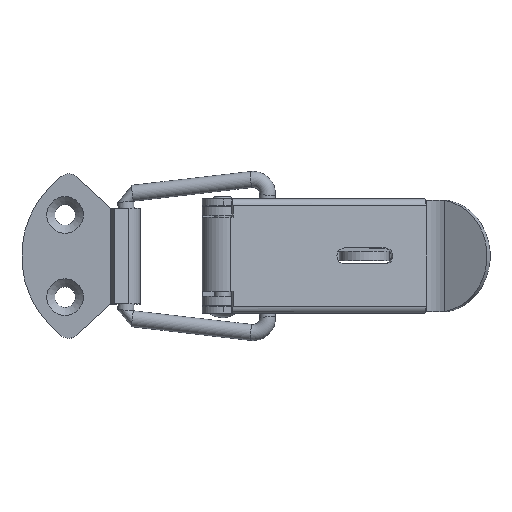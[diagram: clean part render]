
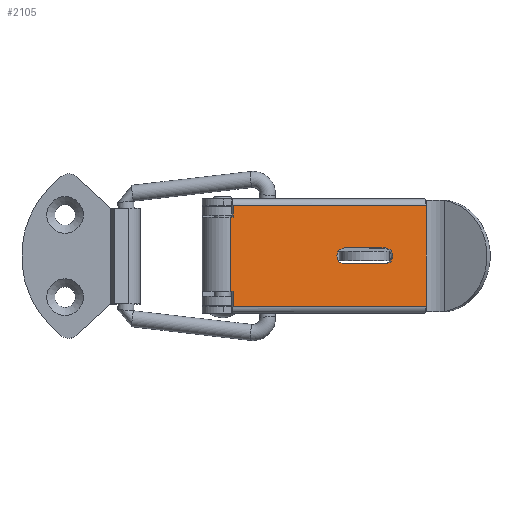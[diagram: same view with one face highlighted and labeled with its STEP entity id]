
A CAD part, top view. The second image highlights one B-rep face of the part: STEP entity #2105.
In plain terms, the highlighted planar face has unit normal (0.205, 0, 0.979).
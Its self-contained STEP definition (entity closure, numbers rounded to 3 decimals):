
#79=LINE('',#3320,#243);
#80=LINE('',#3323,#244);
#81=LINE('',#3325,#245);
#82=LINE('',#3327,#246);
#83=LINE('',#3329,#247);
#84=LINE('',#3331,#248);
#85=LINE('',#3333,#249);
#86=LINE('',#3335,#250);
#87=LINE('',#3339,#251);
#88=LINE('',#3343,#252);
#243=VECTOR('',#2697,1000.);
#244=VECTOR('',#2698,1000.);
#245=VECTOR('',#2699,1000.);
#246=VECTOR('',#2700,1000.);
#247=VECTOR('',#2701,1000.);
#248=VECTOR('',#2702,1000.);
#249=VECTOR('',#2703,1000.);
#250=VECTOR('',#2704,1000.);
#251=VECTOR('',#2707,1000.);
#252=VECTOR('',#2710,1000.);
#424=PLANE('',#2334);
#607=ORIENTED_EDGE('',*,*,#1124,.F.);
#608=ORIENTED_EDGE('',*,*,#1125,.T.);
#609=ORIENTED_EDGE('',*,*,#1126,.F.);
#610=ORIENTED_EDGE('',*,*,#1127,.F.);
#611=ORIENTED_EDGE('',*,*,#1128,.T.);
#612=ORIENTED_EDGE('',*,*,#1129,.F.);
#613=ORIENTED_EDGE('',*,*,#1130,.F.);
#614=ORIENTED_EDGE('',*,*,#1131,.T.);
#615=ORIENTED_EDGE('',*,*,#1132,.T.);
#616=ORIENTED_EDGE('',*,*,#1133,.T.);
#617=ORIENTED_EDGE('',*,*,#1134,.T.);
#618=ORIENTED_EDGE('',*,*,#1135,.T.);
#1124=EDGE_CURVE('',#1400,#1401,#79,.T.);
#1125=EDGE_CURVE('',#1400,#1402,#80,.T.);
#1126=EDGE_CURVE('',#1403,#1402,#81,.T.);
#1127=EDGE_CURVE('',#1404,#1403,#82,.T.);
#1128=EDGE_CURVE('',#1404,#1405,#83,.T.);
#1129=EDGE_CURVE('',#1406,#1405,#84,.T.);
#1130=EDGE_CURVE('',#1407,#1406,#85,.T.);
#1131=EDGE_CURVE('',#1407,#1401,#86,.T.);
#1132=EDGE_CURVE('',#1408,#1409,#1579,.T.);
#1133=EDGE_CURVE('',#1409,#1410,#87,.T.);
#1134=EDGE_CURVE('',#1410,#1411,#1580,.T.);
#1135=EDGE_CURVE('',#1411,#1408,#88,.T.);
#1400=VERTEX_POINT('',#3321);
#1401=VERTEX_POINT('',#3322);
#1402=VERTEX_POINT('',#3324);
#1403=VERTEX_POINT('',#3326);
#1404=VERTEX_POINT('',#3328);
#1405=VERTEX_POINT('',#3330);
#1406=VERTEX_POINT('',#3332);
#1407=VERTEX_POINT('',#3334);
#1408=VERTEX_POINT('',#3337);
#1409=VERTEX_POINT('',#3338);
#1410=VERTEX_POINT('',#3340);
#1411=VERTEX_POINT('',#3342);
#1579=CIRCLE('',#2335,1.75);
#1580=CIRCLE('',#2336,1.75);
#1713=EDGE_LOOP('',(#607,#608,#609,#610,#611,#612,#613,#614));
#1714=EDGE_LOOP('',(#615,#616,#617,#618));
#1896=FACE_BOUND('',#1713,.T.);
#1897=FACE_BOUND('',#1714,.T.);
#2105=ADVANCED_FACE('',(#1896,#1897),#424,.F.);
#2334=AXIS2_PLACEMENT_3D('',#3319,#2695,#2696);
#2335=AXIS2_PLACEMENT_3D('',#3336,#2705,#2706);
#2336=AXIS2_PLACEMENT_3D('',#3341,#2708,#2709);
#2695=DIRECTION('',(-0.205,0.,-0.979));
#2696=DIRECTION('',(-0.979,0.,0.205));
#2697=DIRECTION('',(0.,-1.,0.));
#2698=DIRECTION('',(-0.979,0.,0.205));
#2699=DIRECTION('',(0.,1.,0.));
#2700=DIRECTION('',(0.979,0.,-0.205));
#2701=DIRECTION('',(0.,-1.,0.));
#2702=DIRECTION('',(-0.979,0.,0.205));
#2703=DIRECTION('',(0.,1.,0.));
#2704=DIRECTION('',(0.979,0.,-0.205));
#2705=DIRECTION('',(-0.205,0.,-0.979));
#2706=DIRECTION('',(0.979,0.,-0.205));
#2707=DIRECTION('',(0.979,0.,-0.205));
#2708=DIRECTION('',(-0.205,0.,-0.979));
#2709=DIRECTION('',(-0.979,0.,0.205));
#2710=DIRECTION('',(-0.979,0.,0.205));
#3319=CARTESIAN_POINT('',(1.647,12.5,24.711));
#3320=CARTESIAN_POINT('',(44.5,12.5,15.721));
#3321=CARTESIAN_POINT('',(44.5,10.998,15.721));
#3322=CARTESIAN_POINT('',(44.5,-10.998,15.721));
#3323=CARTESIAN_POINT('',(44.5,10.998,15.721));
#3324=CARTESIAN_POINT('',(2.254,10.998,24.584));
#3325=CARTESIAN_POINT('',(2.254,12.5,24.584));
#3326=CARTESIAN_POINT('',(2.254,8.5,24.584));
#3327=CARTESIAN_POINT('',(-7.157,8.5,26.558));
#3328=CARTESIAN_POINT('',(1.647,8.5,24.711));
#3329=CARTESIAN_POINT('',(1.647,12.5,24.711));
#3330=CARTESIAN_POINT('',(1.647,-7.7,24.711));
#3331=CARTESIAN_POINT('',(2.254,-7.7,24.584));
#3332=CARTESIAN_POINT('',(2.254,-7.7,24.584));
#3333=CARTESIAN_POINT('',(2.254,-7.7,24.584));
#3334=CARTESIAN_POINT('',(2.254,-10.998,24.584));
#3335=CARTESIAN_POINT('',(2.254,-10.998,24.584));
#3336=CARTESIAN_POINT('',(26.712,0.,19.452));
#3337=CARTESIAN_POINT('',(26.712,-1.75,19.452));
#3338=CARTESIAN_POINT('',(26.712,1.75,19.452));
#3339=CARTESIAN_POINT('',(26.712,1.75,19.452));
#3340=CARTESIAN_POINT('',(35.521,1.75,17.605));
#3341=CARTESIAN_POINT('',(35.521,0.,17.605));
#3342=CARTESIAN_POINT('',(35.521,-1.75,17.605));
#3343=CARTESIAN_POINT('',(26.712,-1.75,19.452));
